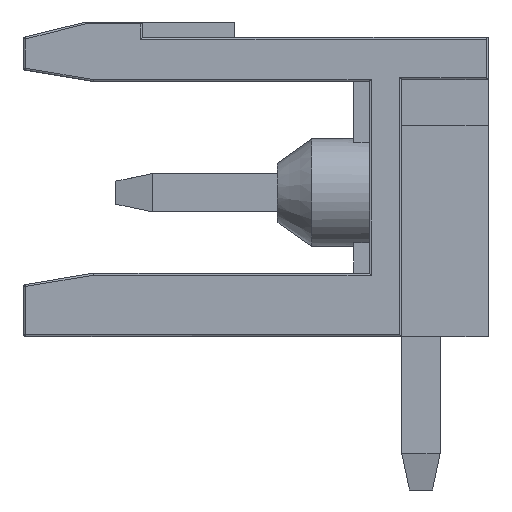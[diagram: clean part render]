
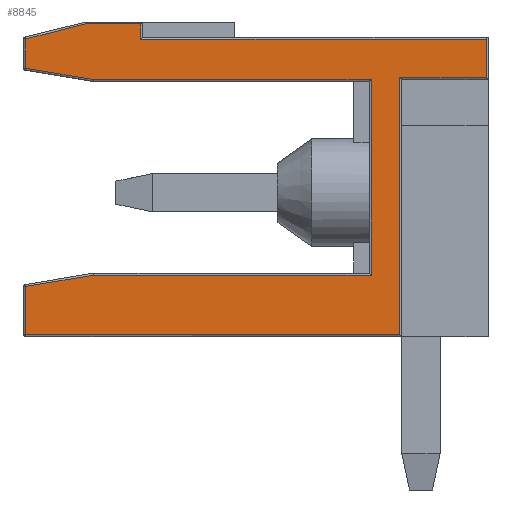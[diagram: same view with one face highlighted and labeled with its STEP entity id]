
A CAD part, left-side view. The second image highlights one B-rep face of the part: STEP entity #8845.
In plain terms, the highlighted planar face has unit normal (-1, 0, 0).
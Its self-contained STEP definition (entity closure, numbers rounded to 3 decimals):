
#43 = EDGE_CURVE ( 'NONE', #18703, #12639, #30992, .T. ) ;
#233 = EDGE_CURVE ( 'NONE', #4363, #11321, #31707, .T. ) ;
#530 = VECTOR ( 'NONE', #36135, 1000. ) ;
#1024 = ORIENTED_EDGE ( 'NONE', *, *, #11255, .T. ) ;
#1151 = LINE ( 'NONE', #12151, #34966 ) ;
#2170 = CARTESIAN_POINT ( 'NONE',  ( 0., 12.1, 0.05 ) ) ;
#2296 = CARTESIAN_POINT ( 'NONE',  ( 0., 12.092, 1.299 ) ) ;
#2403 = VERTEX_POINT ( 'NONE', #15317 ) ;
#2688 = CARTESIAN_POINT ( 'NONE',  ( 0., 0., 6.75 ) ) ;
#3104 = LINE ( 'NONE', #20777, #32034 ) ;
#3312 = EDGE_CURVE ( 'NONE', #32342, #35541, #22406, .T. ) ;
#3773 = DIRECTION ( 'NONE',  ( 0., 1., 0. ) ) ;
#3855 = LINE ( 'NONE', #20822, #25465 ) ;
#4048 = ORIENTED_EDGE ( 'NONE', *, *, #8431, .T. ) ;
#4101 = CARTESIAN_POINT ( 'NONE',  ( 0., 2.3, 6.7 ) ) ;
#4363 = VERTEX_POINT ( 'NONE', #33223 ) ;
#4458 = VERTEX_POINT ( 'NONE', #8398 ) ;
#5106 = EDGE_CURVE ( 'NONE', #32655, #4363, #21466, .T. ) ;
#5241 = LINE ( 'NONE', #15956, #28001 ) ;
#5479 = ORIENTED_EDGE ( 'NONE', *, *, #33313, .T. ) ;
#5482 = CARTESIAN_POINT ( 'NONE',  ( 0., 0.05, 6.75 ) ) ;
#5515 = CARTESIAN_POINT ( 'NONE',  ( 0., 10.494, 8.15 ) ) ;
#7072 = VECTOR ( 'NONE', #15132, 1000. ) ;
#7176 = VERTEX_POINT ( 'NONE', #23315 ) ;
#7393 = DIRECTION ( 'NONE',  ( 1., 0., 0. ) ) ;
#7780 = ORIENTED_EDGE ( 'NONE', *, *, #19273, .T. ) ;
#7908 = CARTESIAN_POINT ( 'NONE',  ( 0., 3.05, 1.65 ) ) ;
#8218 = CARTESIAN_POINT ( 'NONE',  ( 0., 9.05, 8.2 ) ) ;
#8398 = CARTESIAN_POINT ( 'NONE',  ( 0., 12.05, 6.994 ) ) ;
#8431 = EDGE_CURVE ( 'NONE', #24572, #2403, #21961, .T. ) ;
#8559 = ORIENTED_EDGE ( 'NONE', *, *, #10580, .T. ) ;
#8845 = ADVANCED_FACE ( 'NONE', ( #33119 ), #30351, .F. ) ;
#9125 = DIRECTION ( 'NONE',  ( 0., 0., -1. ) ) ;
#10202 = EDGE_CURVE ( 'NONE', #17785, #4458, #3104, .T. ) ;
#10580 = EDGE_CURVE ( 'NONE', #4458, #17046, #1151, .T. ) ;
#10735 = ORIENTED_EDGE ( 'NONE', *, *, #233, .T. ) ;
#10804 = VECTOR ( 'NONE', #12579, 1000. ) ;
#11255 = EDGE_CURVE ( 'NONE', #30424, #17785, #14993, .T. ) ;
#11321 = VERTEX_POINT ( 'NONE', #13687 ) ;
#11348 = LINE ( 'NONE', #33578, #21476 ) ;
#12151 = CARTESIAN_POINT ( 'NONE',  ( 0., 10.292, 6.699 ) ) ;
#12241 = CARTESIAN_POINT ( 'NONE',  ( 0., 9., 7.75 ) ) ;
#12336 = DIRECTION ( 'NONE',  ( 0., -0.986, -0.165 ) ) ;
#12554 = EDGE_CURVE ( 'NONE', #11321, #36229, #25397, .T. ) ;
#12579 = DIRECTION ( 'NONE',  ( 0., 0.97, -0.243 ) ) ;
#12639 = VERTEX_POINT ( 'NONE', #22980 ) ;
#12730 = ORIENTED_EDGE ( 'NONE', *, *, #10202, .T. ) ;
#13131 = CARTESIAN_POINT ( 'NONE',  ( 0., 12.1, 8.2 ) ) ;
#13260 = CARTESIAN_POINT ( 'NONE',  ( 0., 9.05, 7.75 ) ) ;
#13362 = DIRECTION ( 'NONE',  ( 0., -1., 0. ) ) ;
#13457 = DIRECTION ( 'NONE',  ( 0., 0., -1. ) ) ;
#13687 = CARTESIAN_POINT ( 'NONE',  ( 0., 12.05, 0.05 ) ) ;
#13833 = ORIENTED_EDGE ( 'NONE', *, *, #24559, .T. ) ;
#14023 = ORIENTED_EDGE ( 'NONE', *, *, #5106, .T. ) ;
#14144 = DIRECTION ( 'NONE',  ( 0., 0., 1. ) ) ;
#14151 = DIRECTION ( 'NONE',  ( 0., 1., 0. ) ) ;
#14993 = LINE ( 'NONE', #32203, #10804 ) ;
#15132 = DIRECTION ( 'NONE',  ( 0., 1., 0. ) ) ;
#15199 = CARTESIAN_POINT ( 'NONE',  ( 0., 10.296, 6.7 ) ) ;
#15317 = CARTESIAN_POINT ( 'NONE',  ( 0., 3.05, 1.6 ) ) ;
#15726 = DIRECTION ( 'NONE',  ( 0., 0.986, -0.165 ) ) ;
#15778 = DIRECTION ( 'NONE',  ( 0., -1., 0. ) ) ;
#15956 = CARTESIAN_POINT ( 'NONE',  ( 0., 3.1, 6.7 ) ) ;
#17046 = VERTEX_POINT ( 'NONE', #15199 ) ;
#17785 = VERTEX_POINT ( 'NONE', #21574 ) ;
#18703 = VERTEX_POINT ( 'NONE', #13260 ) ;
#19273 = EDGE_CURVE ( 'NONE', #12639, #30424, #26415, .T. ) ;
#19274 = CARTESIAN_POINT ( 'NONE',  ( 0., 2.3, 0.05 ) ) ;
#20141 = CARTESIAN_POINT ( 'NONE',  ( 0., 2.3, 6.75 ) ) ;
#20187 = ORIENTED_EDGE ( 'NONE', *, *, #43, .T. ) ;
#20665 = CARTESIAN_POINT ( 'NONE',  ( 0., 12.1, 8.15 ) ) ;
#20777 = CARTESIAN_POINT ( 'NONE',  ( 0., 12.05, 8.2 ) ) ;
#20822 = CARTESIAN_POINT ( 'NONE',  ( 0., 0.05, 7.8 ) ) ;
#21466 = LINE ( 'NONE', #2296, #36463 ) ;
#21476 = VECTOR ( 'NONE', #14151, 1000. ) ;
#21574 = CARTESIAN_POINT ( 'NONE',  ( 0., 12.05, 7.761 ) ) ;
#21961 = LINE ( 'NONE', #7908, #27814 ) ;
#22205 = CARTESIAN_POINT ( 'NONE',  ( 0., 10.296, 1.6 ) ) ;
#22406 = LINE ( 'NONE', #2688, #31666 ) ;
#22535 = EDGE_CURVE ( 'NONE', #2403, #32655, #11348, .T. ) ;
#22688 = EDGE_CURVE ( 'NONE', #17046, #24572, #5241, .T. ) ;
#22980 = CARTESIAN_POINT ( 'NONE',  ( 0., 9.05, 8.15 ) ) ;
#23315 = CARTESIAN_POINT ( 'NONE',  ( 0., 0.05, 7.75 ) ) ;
#24067 = ORIENTED_EDGE ( 'NONE', *, *, #12554, .T. ) ;
#24559 = EDGE_CURVE ( 'NONE', #36229, #32342, #29426, .T. ) ;
#24572 = VERTEX_POINT ( 'NONE', #31650 ) ;
#24959 = VECTOR ( 'NONE', #3773, 1000. ) ;
#25303 = ORIENTED_EDGE ( 'NONE', *, *, #22535, .T. ) ;
#25397 = LINE ( 'NONE', #2170, #530 ) ;
#25465 = VECTOR ( 'NONE', #26392, 1000. ) ;
#26392 = DIRECTION ( 'NONE',  ( 0., 0., 1. ) ) ;
#26415 = LINE ( 'NONE', #20665, #7072 ) ;
#26535 = VECTOR ( 'NONE', #14144, 1000. ) ;
#27814 = VECTOR ( 'NONE', #13457, 1000. ) ;
#28001 = VECTOR ( 'NONE', #15778, 1000. ) ;
#28312 = EDGE_LOOP ( 'NONE', ( #7780, #1024, #12730, #8559, #34709, #4048, #25303, #14023, #10735, #24067, #13833, #29651, #5479, #29881, #20187 ) ) ;
#29088 = LINE ( 'NONE', #12241, #24959 ) ;
#29426 = LINE ( 'NONE', #4101, #35697 ) ;
#29606 = DIRECTION ( 'NONE',  ( 0., 0., 1. ) ) ;
#29651 = ORIENTED_EDGE ( 'NONE', *, *, #3312, .T. ) ;
#29881 = ORIENTED_EDGE ( 'NONE', *, *, #35890, .T. ) ;
#30351 = PLANE ( 'NONE',  #36093 ) ;
#30424 = VERTEX_POINT ( 'NONE', #5515 ) ;
#30992 = LINE ( 'NONE', #8218, #26535 ) ;
#31389 = VECTOR ( 'NONE', #9125, 1000. ) ;
#31650 = CARTESIAN_POINT ( 'NONE',  ( 0., 3.05, 6.7 ) ) ;
#31666 = VECTOR ( 'NONE', #13362, 1000. ) ;
#31707 = LINE ( 'NONE', #32262, #31389 ) ;
#31723 = DIRECTION ( 'NONE',  ( 0., 0., -1. ) ) ;
#32034 = VECTOR ( 'NONE', #31723, 1000. ) ;
#32203 = CARTESIAN_POINT ( 'NONE',  ( 0., 12.088, 7.751 ) ) ;
#32262 = CARTESIAN_POINT ( 'NONE',  ( 0., 12.05, 8.2 ) ) ;
#32342 = VERTEX_POINT ( 'NONE', #20141 ) ;
#32655 = VERTEX_POINT ( 'NONE', #22205 ) ;
#32940 = DIRECTION ( 'NONE',  ( 0., 0., -1. ) ) ;
#33119 = FACE_OUTER_BOUND ( 'NONE', #28312, .T. ) ;
#33223 = CARTESIAN_POINT ( 'NONE',  ( 0., 12.05, 1.306 ) ) ;
#33313 = EDGE_CURVE ( 'NONE', #35541, #7176, #3855, .T. ) ;
#33578 = CARTESIAN_POINT ( 'NONE',  ( 0., 10.3, 1.6 ) ) ;
#34709 = ORIENTED_EDGE ( 'NONE', *, *, #22688, .T. ) ;
#34966 = VECTOR ( 'NONE', #12336, 1000. ) ;
#35541 = VERTEX_POINT ( 'NONE', #5482 ) ;
#35697 = VECTOR ( 'NONE', #29606, 1000. ) ;
#35890 = EDGE_CURVE ( 'NONE', #7176, #18703, #29088, .T. ) ;
#36093 = AXIS2_PLACEMENT_3D ( 'NONE', #13131, #7393, #32940 ) ;
#36135 = DIRECTION ( 'NONE',  ( 0., -1., 0. ) ) ;
#36229 = VERTEX_POINT ( 'NONE', #19274 ) ;
#36463 = VECTOR ( 'NONE', #15726, 1000. ) ;
